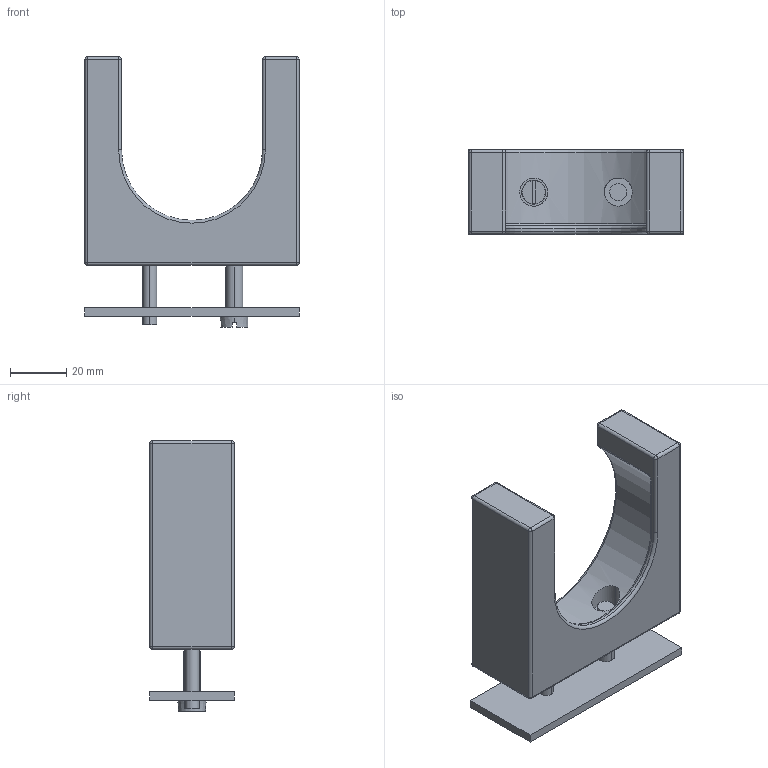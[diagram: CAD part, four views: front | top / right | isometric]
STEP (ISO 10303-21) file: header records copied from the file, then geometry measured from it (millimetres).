
FILE_DESCRIPTION((''),'2;1');
FILE_NAME('ASM0001_ASM','2012-03-16T',('dhelisch'),(''),'PRO/ENGINEER BY PARAMETRIC TECHNOLOGY CORPORATION, 2007250','PRO/ENGINEER BY PARAMETRIC TECHNOLOGY CORPORATION, 2007250','');
FILE_SCHEMA(('CONFIG_CONTROL_DESIGN'));
Length unit declared in the file: millimetre
Products named in the file (5): HAUPTKOERPER; PLATTE; SCHRAUBE_ISO_1207-M5X25-4_8; SCHRAUBE_ISO_1207-M6X25-4_8; ASM0001_ASM
Assembly tree (4 placements, depth 2):
  ASM0001_ASM
    HAUPTKOERPER
    PLATTE
    SCHRAUBE_ISO_1207-M5X25-4_8
    SCHRAUBE_ISO_1207-M6X25-4_8
Bounding box: 76 x 30 x 95.9 mm (x, y, z)
Volume: 64693.2 mm3; surface area: 25182.9 mm2
Topology: 4 solids, 4 shells, 114 faces, 240 edges, 138 vertices
Faces by surface type: cylinder 42, plane 32, torus 16, sphere 14, cone 8, bspline 2
Entity records: 3948 total; most frequent: CARTESIAN_POINT 751, DIRECTION 596, ORIENTED_EDGE 480, AXIS2_PLACEMENT_3D 251, EDGE_CURVE 240, PRESENTATION_STYLE_ASSIGNMENT 162, STYLED_ITEM 162, CURVE_STYLE 160
